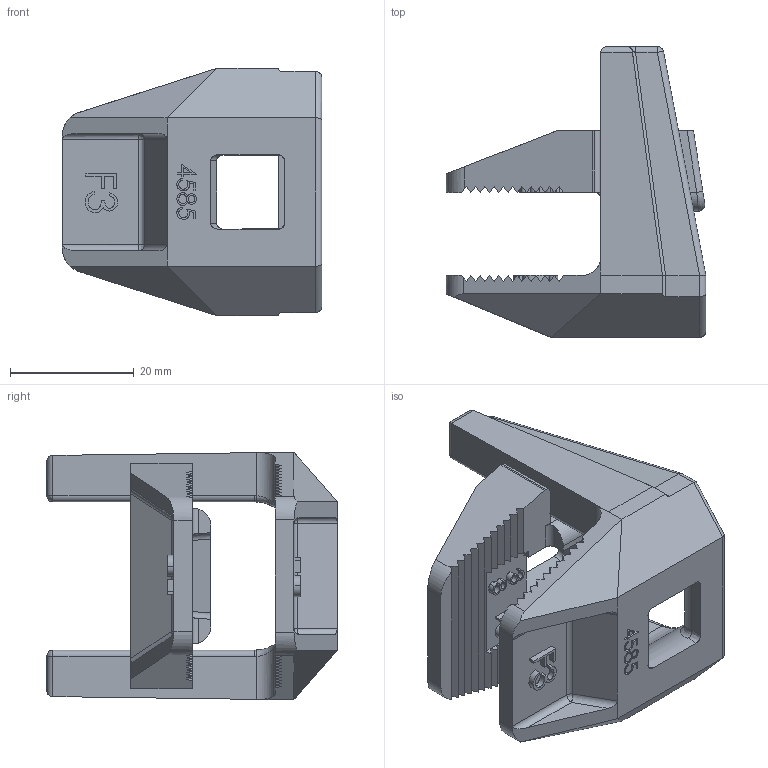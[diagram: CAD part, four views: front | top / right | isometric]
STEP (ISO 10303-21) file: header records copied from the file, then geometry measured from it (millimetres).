
FILE_DESCRIPTION (( 'STEP AP203' ), '1' );
FILE_NAME ('Lindapter Typ F310.STEP', '2015-05-13T07:22:15', ( 'user' ), ( 'Hewlett-Packard Company' ), 'SwSTEP 2.0', 'SolidWorks 2015', '' );
FILE_SCHEMA (( 'CONFIG_CONTROL_DESIGN' ));
Length unit declared in the file: millimetre
Products named in the file (3): F310-D; F310-S; Lindapter Typ F310
Assembly tree (2 placements, depth 2):
  Lindapter Typ F310
    F310-D
    F310-S
Bounding box: 42 x 47 x 40 mm (x, y, z)
Volume: 21568.1 mm3; surface area: 11401.8 mm2
Topology: 2 solids, 2 shells, 614 faces, 1596 edges, 1020 vertices
Faces by surface type: plane 345, bspline 198, cylinder 71
Entity records: 28734 total; most frequent: CARTESIAN_POINT 14929, ORIENTED_EDGE 3188, DIRECTION 2093, EDGE_CURVE 1594, LINE 1063, VECTOR 1063, VERTEX_POINT 1020, EDGE_LOOP 654
